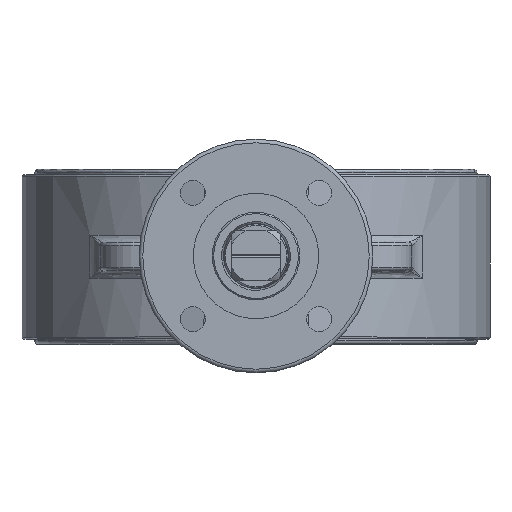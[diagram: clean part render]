
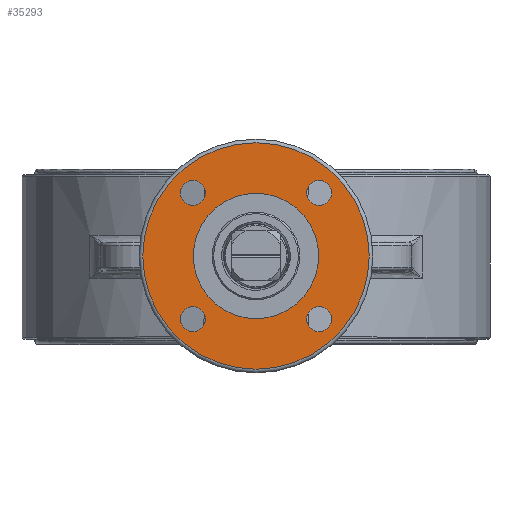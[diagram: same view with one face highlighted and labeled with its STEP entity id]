
A CAD part, top view. The second image highlights one B-rep face of the part: STEP entity #35293.
In plain terms, the highlighted planar face has unit normal (0, 0, 1).
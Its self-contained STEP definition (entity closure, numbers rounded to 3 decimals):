
#35187=CARTESIAN_POINT('',(31.7,0.,157.));
#35188=VERTEX_POINT('',#35187);
#35189=CARTESIAN_POINT('',(0.,0.,157.));
#35190=DIRECTION('',(0.0,0.0,-1.0));
#35191=DIRECTION('',(-1.0,0.0,0.0));
#35192=AXIS2_PLACEMENT_3D('',#35189,#35190,#35191);
#35193=CIRCLE('',#35192,31.7);
#35194=EDGE_CURVE('',#35188,#35188,#35193,.T.);
#35230=CARTESIAN_POINT('',(0.,0.,157.));
#35231=DIRECTION('',(0.0,0.0,-1.0));
#35232=DIRECTION('',(-1.0,0.0,0.0));
#35233=AXIS2_PLACEMENT_3D('',#35230,#35231,#35232);
#35234=PLANE('',#35233);
#35235=ORIENTED_EDGE('',*,*,#35194,.F.);
#35236=EDGE_LOOP('',(#35235));
#35237=FACE_OUTER_BOUND('',#35236,.T.);
#35238=CARTESIAN_POINT('',(21.178,17.678,157.));
#35239=VERTEX_POINT('',#35238);
#35240=CARTESIAN_POINT('',(17.678,17.678,157.));
#35241=DIRECTION('',(0.0,0.0,-1.0));
#35242=DIRECTION('',(1.0,0.0,0.0));
#35243=AXIS2_PLACEMENT_3D('',#35240,#35241,#35242);
#35244=CIRCLE('',#35243,3.5);
#35245=EDGE_CURVE('',#35239,#35239,#35244,.T.);
#35246=ORIENTED_EDGE('',*,*,#35245,.T.);
#35247=EDGE_LOOP('',(#35246));
#35248=FACE_BOUND('',#35247,.T.);
#35249=CARTESIAN_POINT('',(17.678,-21.178,157.));
#35250=VERTEX_POINT('',#35249);
#35251=CARTESIAN_POINT('',(17.678,-17.678,157.));
#35252=DIRECTION('',(0.0,0.0,-1.0));
#35253=DIRECTION('',(0.0,-1.0,0.0));
#35254=AXIS2_PLACEMENT_3D('',#35251,#35252,#35253);
#35255=CIRCLE('',#35254,3.5);
#35256=EDGE_CURVE('',#35250,#35250,#35255,.T.);
#35257=ORIENTED_EDGE('',*,*,#35256,.T.);
#35258=EDGE_LOOP('',(#35257));
#35259=FACE_BOUND('',#35258,.T.);
#35260=CARTESIAN_POINT('',(-17.678,21.178,157.));
#35261=VERTEX_POINT('',#35260);
#35262=CARTESIAN_POINT('',(-17.678,17.678,157.));
#35263=DIRECTION('',(0.0,0.0,-1.0));
#35264=DIRECTION('',(0.0,1.0,0.0));
#35265=AXIS2_PLACEMENT_3D('',#35262,#35263,#35264);
#35266=CIRCLE('',#35265,3.5);
#35267=EDGE_CURVE('',#35261,#35261,#35266,.T.);
#35268=ORIENTED_EDGE('',*,*,#35267,.T.);
#35269=EDGE_LOOP('',(#35268));
#35270=FACE_BOUND('',#35269,.T.);
#35271=CARTESIAN_POINT('',(-21.178,-17.678,157.));
#35272=VERTEX_POINT('',#35271);
#35273=CARTESIAN_POINT('',(-17.678,-17.678,157.));
#35274=DIRECTION('',(0.0,0.0,-1.0));
#35275=DIRECTION('',(-1.0,0.0,0.0));
#35276=AXIS2_PLACEMENT_3D('',#35273,#35274,#35275);
#35277=CIRCLE('',#35276,3.5);
#35278=EDGE_CURVE('',#35272,#35272,#35277,.T.);
#35279=ORIENTED_EDGE('',*,*,#35278,.T.);
#35280=EDGE_LOOP('',(#35279));
#35281=FACE_BOUND('',#35280,.T.);
#35282=CARTESIAN_POINT('',(17.55,0.,157.));
#35283=VERTEX_POINT('',#35282);
#35284=CARTESIAN_POINT('',(0.,0.,157.));
#35285=DIRECTION('',(0.0,0.0,-1.0));
#35286=DIRECTION('',(1.0,0.0,0.0));
#35287=AXIS2_PLACEMENT_3D('',#35284,#35285,#35286);
#35288=CIRCLE('',#35287,17.55);
#35289=EDGE_CURVE('',#35283,#35283,#35288,.T.);
#35290=ORIENTED_EDGE('',*,*,#35289,.T.);
#35291=EDGE_LOOP('',(#35290));
#35292=FACE_BOUND('',#35291,.T.);
#35293=ADVANCED_FACE('',(#35237,#35248,#35259,#35270,#35281,#35292),#35234,.F.);
